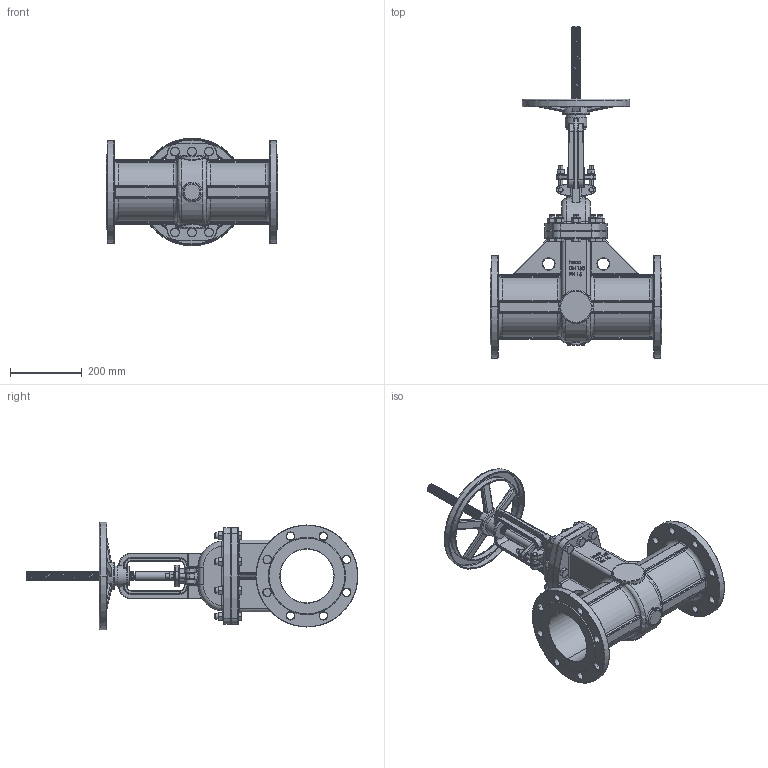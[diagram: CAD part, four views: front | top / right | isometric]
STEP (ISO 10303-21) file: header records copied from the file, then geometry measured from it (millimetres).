
FILE_DESCRIPTION (( 'STEP AP214' ), '1' );
FILE_NAME ('FLAS-600-F1 Absperrschieber mit Flansch 1711.STEP', '2017-11-22T14:59:40', ( '' ), ( '' ), 'SwSTEP 2.0', 'SolidWorks 2016', '' );
FILE_SCHEMA (( 'AUTOMOTIVE_DESIGN' ));
Length unit declared in the file: millimetre
Products named in the file (1): FLAS-600-F1 Absperrschieber mit Flansch 1711
Bounding box: 480 x 926.5 x 300 mm (x, y, z)
Volume: 10627533.5 mm3; surface area: 1307836.7 mm2
Topology: 1 solids, 2 shells, 2335 faces, 5581 edges, 3321 vertices
Faces by surface type: cylinder 582, plane 579, bspline 571, torus 292, cone 283, sphere 28
Entity records: 125095 total; most frequent: CARTESIAN_POINT 64441, ORIENTED_EDGE 11074, DIRECTION 9327, EDGE_CURVE 5537, AXIS2_PLACEMENT_3D 3777, VERTEX_POINT 3321, EDGE_LOOP 2530, FACE_OUTER_BOUND 2335
